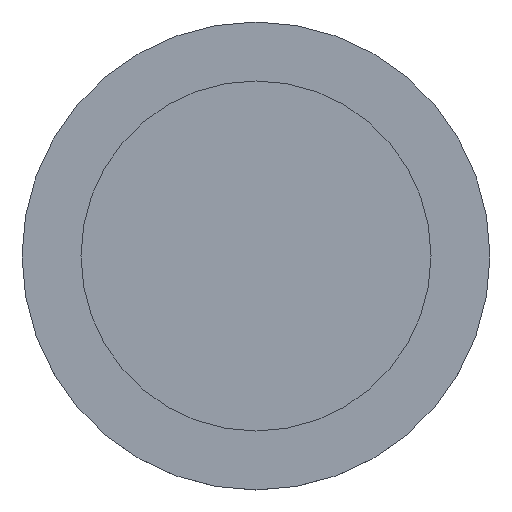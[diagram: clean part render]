
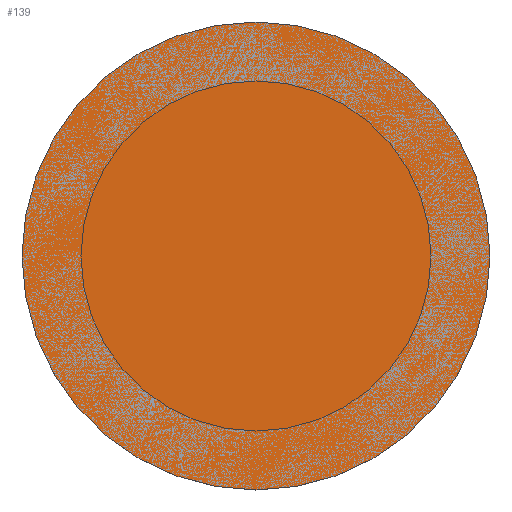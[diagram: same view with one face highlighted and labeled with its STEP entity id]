
A CAD part, top view. The second image highlights one B-rep face of the part: STEP entity #139.
In plain terms, the highlighted planar face has unit normal (0, 0, 1).
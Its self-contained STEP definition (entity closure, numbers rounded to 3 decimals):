
#3 = CARTESIAN_POINT ( 'NONE',  ( 0., 0., 0.635 ) ) ;
#19 = DIRECTION ( 'NONE',  ( 1., 0., 0. ) ) ;
#24 = DIRECTION ( 'NONE',  ( 0., 0., 1. ) ) ;
#29 = DIRECTION ( 'NONE',  ( 1., 0., 0. ) ) ;
#30 = EDGE_CURVE ( 'NONE', #203, #209, #231, .T. ) ;
#32 = ORIENTED_EDGE ( 'NONE', *, *, #30, .T. ) ;
#58 = EDGE_LOOP ( 'NONE', ( #32, #253 ) ) ;
#60 = EDGE_CURVE ( 'NONE', #209, #203, #164, .T. ) ;
#78 = AXIS2_PLACEMENT_3D ( 'NONE', #328, #173, #19 ) ;
#139 = ADVANCED_FACE ( 'NONE', ( #196 ), #159, .T. ) ;
#150 = AXIS2_PLACEMENT_3D ( 'NONE', #176, #24, #207 ) ;
#159 = PLANE ( 'NONE',  #186 ) ;
#164 = CIRCLE ( 'NONE', #150, 12.7 ) ;
#173 = DIRECTION ( 'NONE',  ( 0., 0., 1. ) ) ;
#176 = CARTESIAN_POINT ( 'NONE',  ( 0., 0., 0.635 ) ) ;
#181 = DIRECTION ( 'NONE',  ( 0., 0., 1. ) ) ;
#186 = AXIS2_PLACEMENT_3D ( 'NONE', #3, #181, #29 ) ;
#196 = FACE_OUTER_BOUND ( 'NONE', #58, .T. ) ;
#203 = VERTEX_POINT ( 'NONE', #318 ) ;
#207 = DIRECTION ( 'NONE',  ( 1., 0., 0. ) ) ;
#209 = VERTEX_POINT ( 'NONE', #257 ) ;
#231 = CIRCLE ( 'NONE', #78, 12.7 ) ;
#253 = ORIENTED_EDGE ( 'NONE', *, *, #60, .T. ) ;
#257 = CARTESIAN_POINT ( 'NONE',  ( 12.7, 0., 0.635 ) ) ;
#318 = CARTESIAN_POINT ( 'NONE',  ( -12.7, 0., 0.635 ) ) ;
#328 = CARTESIAN_POINT ( 'NONE',  ( 0., 0., 0.635 ) ) ;
